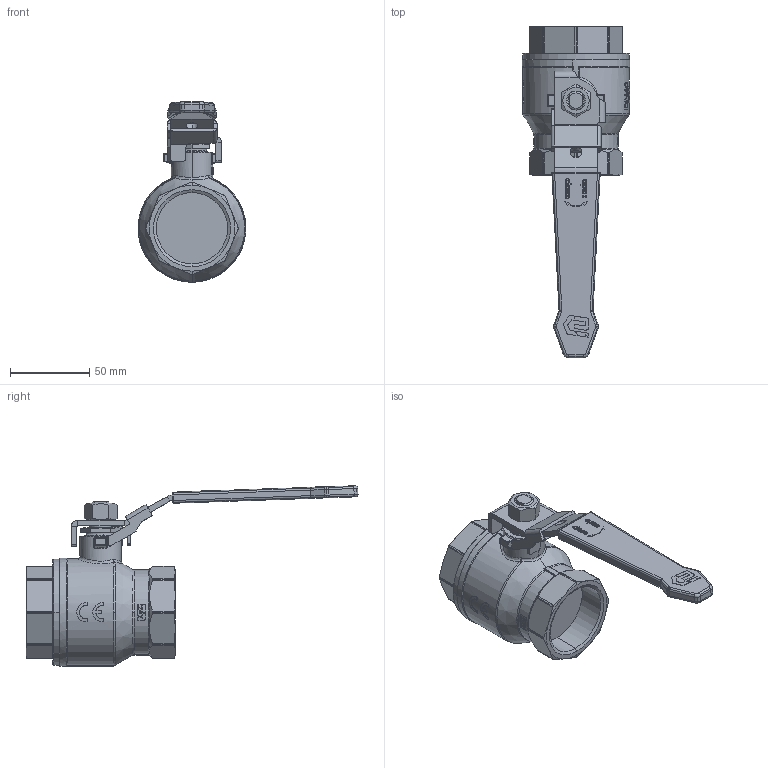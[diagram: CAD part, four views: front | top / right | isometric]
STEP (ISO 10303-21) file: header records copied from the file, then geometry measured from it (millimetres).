
FILE_DESCRIPTION(('HOOPS Exchange Step'),'2;1');
FILE_NAME('GK05_DN40.stp','2025-11-06T08:32:48+01:00',('nieru'),('Unknown organisation'),'HOOPS Exchange 2024.2','HOOPS Exchange','Unknown authorisation');
FILE_SCHEMA( ('AP203_CONFIGURATION_CONTROLLED_3D_DESIGN_OF_MECHANICAL_PARTS_AND_ASSEMBLIES_MIM_LF') );
Length unit declared in the file: millimetre
Products named in the file (2): 0; root
Assembly tree (1 placements, depth 2):
  root
    0
Bounding box: 67.99 x 209.1 x 113.64 mm (x, y, z)
Volume: 261322.6 mm3; surface area: 47247.2 mm2
Topology: 2 solids, 2 shells, 1117 faces, 2904 edges, 1854 vertices
Faces by surface type: plane 378, bspline 353, cylinder 279, cone 52, torus 39, sphere 16
Entity records: 44489 total; most frequent: CARTESIAN_POINT 20249, ORIENTED_EDGE 5800, DIRECTION 3641, EDGE_CURVE 2900, VERTEX_POINT 1854, AXIS2_PLACEMENT_3D 1361, B_SPLINE_CURVE_WITH_KNOTS 1229, EDGE_LOOP 1186
